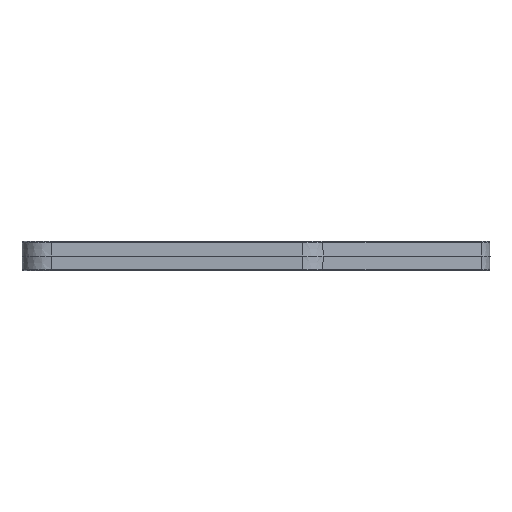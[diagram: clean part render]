
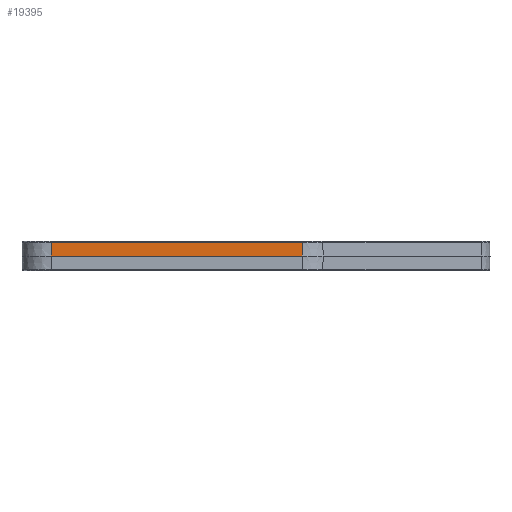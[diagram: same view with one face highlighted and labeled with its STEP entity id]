
A CAD part, left-side view. The second image highlights one B-rep face of the part: STEP entity #19395.
In plain terms, the highlighted planar face has unit normal (-1, 0, 0.018).
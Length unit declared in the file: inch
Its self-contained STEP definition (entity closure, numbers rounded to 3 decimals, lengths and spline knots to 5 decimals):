
#688 = LINE ( 'NONE', #7225, #26188 ) ;
#1673 = EDGE_CURVE ( 'NONE', #27691, #23916, #10532, .T. ) ;
#1937 = VECTOR ( 'NONE', #29370, 39.37008 ) ;
#3297 = DIRECTION ( 'NONE',  ( 0.017, 0., 1. ) ) ;
#4083 = ORIENTED_EDGE ( 'NONE', *, *, #11237, .T. ) ;
#4182 = LINE ( 'NONE', #29161, #6545 ) ;
#4730 = VERTEX_POINT ( 'NONE', #4795 ) ;
#4795 = CARTESIAN_POINT ( 'NONE',  ( 0.00201, 1.60355, 0.11517 ) ) ;
#5977 = VERTEX_POINT ( 'NONE', #40262 ) ;
#6076 = EDGE_LOOP ( 'NONE', ( #4083, #9891, #23882, #34911 ) ) ;
#6545 = VECTOR ( 'NONE', #13590, 39.37008 ) ;
#7225 = CARTESIAN_POINT ( 'NONE',  ( 0., 3.75, 0. ) ) ;
#9891 = ORIENTED_EDGE ( 'NONE', *, *, #36265, .T. ) ;
#10532 = LINE ( 'NONE', #23226, #1937 ) ;
#11237 = EDGE_CURVE ( 'NONE', #27691, #4730, #36248, .T. ) ;
#12923 = FACE_OUTER_BOUND ( 'NONE', #6076, .T. ) ;
#13590 = DIRECTION ( 'NONE',  ( 0., 1., 0. ) ) ;
#17513 = VECTOR ( 'NONE', #23981, 39.37008 ) ;
#19395 = ADVANCED_FACE ( 'NONE', ( #12923 ), #31134, .T. ) ;
#19514 = DIRECTION ( 'NONE',  ( -0.017, 0., -1. ) ) ;
#23226 = CARTESIAN_POINT ( 'NONE',  ( 0., 0., 0. ) ) ;
#23882 = ORIENTED_EDGE ( 'NONE', *, *, #40333, .T. ) ;
#23916 = VERTEX_POINT ( 'NONE', #25623 ) ;
#23981 = DIRECTION ( 'NONE',  ( 0.017, 0., 1. ) ) ;
#25623 = CARTESIAN_POINT ( 'NONE',  ( 0., 3.75, 0. ) ) ;
#26188 = VECTOR ( 'NONE', #19514, 39.37008 ) ;
#27691 = VERTEX_POINT ( 'NONE', #36817 ) ;
#29161 = CARTESIAN_POINT ( 'NONE',  ( 0.00201, 0., 0.11517 ) ) ;
#29370 = DIRECTION ( 'NONE',  ( 0., 1., 0. ) ) ;
#31134 = PLANE ( 'NONE',  #36055 ) ;
#34202 = CARTESIAN_POINT ( 'NONE',  ( 0., 0., 0. ) ) ;
#34911 = ORIENTED_EDGE ( 'NONE', *, *, #1673, .F. ) ;
#36055 = AXIS2_PLACEMENT_3D ( 'NONE', #34202, #37247, #3297 ) ;
#36248 = LINE ( 'NONE', #39297, #17513 ) ;
#36265 = EDGE_CURVE ( 'NONE', #4730, #5977, #4182, .T. ) ;
#36817 = CARTESIAN_POINT ( 'NONE',  ( 0., 1.60355, 0. ) ) ;
#37247 = DIRECTION ( 'NONE',  ( -1., 0., 0.017 ) ) ;
#39297 = CARTESIAN_POINT ( 'NONE',  ( 0., 1.60355, 0. ) ) ;
#40262 = CARTESIAN_POINT ( 'NONE',  ( 0.00201, 3.75, 0.11517 ) ) ;
#40333 = EDGE_CURVE ( 'NONE', #5977, #23916, #688, .T. ) ;
